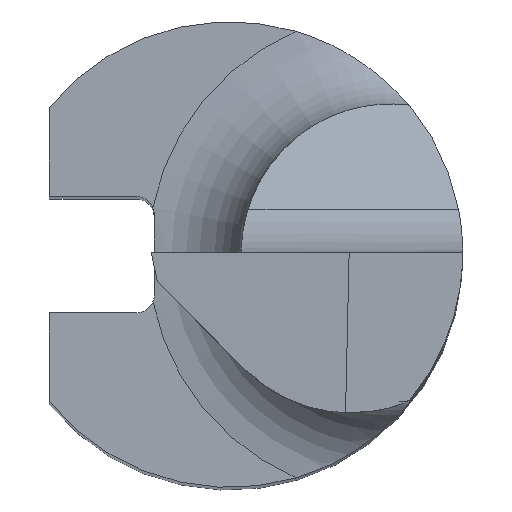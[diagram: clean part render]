
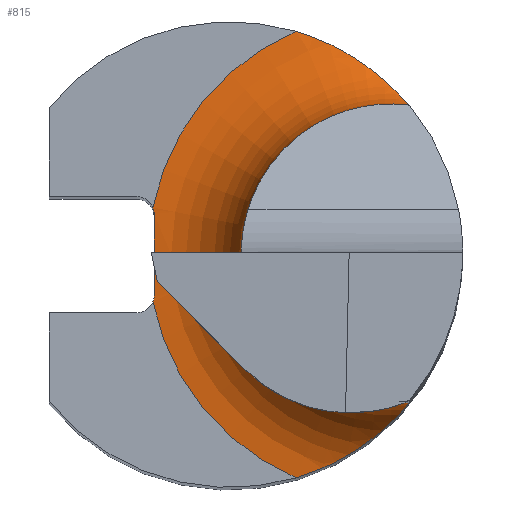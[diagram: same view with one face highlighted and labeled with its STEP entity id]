
A CAD part, top view. The second image highlights one B-rep face of the part: STEP entity #815.
In plain terms, the highlighted toroidal (fillet/blend) face has major radius 2.083 mm and minor radius 0.8 mm.
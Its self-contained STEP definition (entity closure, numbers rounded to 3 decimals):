
#4 = CARTESIAN_POINT ( 'NONE',  ( 0.818, 1.83, 14.013 ) ) ;
#8 = CARTESIAN_POINT ( 'NONE',  ( 1.044, 1.711, 14.071 ) ) ;
#12 = CARTESIAN_POINT ( 'NONE',  ( -0.65, -0.35, 14. ) ) ;
#34 = TOROIDAL_SURFACE ( 'NONE', #913, 2.082, 0.8 ) ;
#38 = CARTESIAN_POINT ( 'NONE',  ( -0.65, 0.35, 14. ) ) ;
#43 = DIRECTION ( 'NONE',  ( 0., 0., -1. ) ) ;
#56 = EDGE_CURVE ( 'NONE', #216, #594, #429, .T. ) ;
#86 = CARTESIAN_POINT ( 'NONE',  ( -0.65, -0.116, 14.001 ) ) ;
#109 = CARTESIAN_POINT ( 'NONE',  ( 1.512, -1.312, 14.539 ) ) ;
#124 = B_SPLINE_CURVE_WITH_KNOTS ( 'NONE', 3,
 ( #876, #169, #436, #12 ),
 .UNSPECIFIED., .F., .F.,
 ( 4, 4 ),
 ( 0., 0. ),
 .UNSPECIFIED. ) ;
#137 = EDGE_CURVE ( 'NONE', #594, #887, #460, .T. ) ;
#144 = CARTESIAN_POINT ( 'NONE',  ( 0.569, 1.917, 14. ) ) ;
#148 = CARTESIAN_POINT ( 'NONE',  ( 1.404, 1.427, 14.328 ) ) ;
#157 = CARTESIAN_POINT ( 'NONE',  ( -0.66, 0.405, 14. ) ) ;
#160 = EDGE_LOOP ( 'NONE', ( #856, #730, #455, #374, #621, #450, #262, #176 ) ) ;
#161 = CARTESIAN_POINT ( 'NONE',  ( -0.65, 0.35, 14. ) ) ;
#169 = CARTESIAN_POINT ( 'NONE',  ( -0.653, -0.387, 14. ) ) ;
#176 = ORIENTED_EDGE ( 'NONE', *, *, #741, .F. ) ;
#183 = CARTESIAN_POINT ( 'NONE',  ( 1.403, -1.427, 14.327 ) ) ;
#190 = CARTESIAN_POINT ( 'NONE',  ( 0.817, -1.83, 14.013 ) ) ;
#216 = VERTEX_POINT ( 'NONE', #285 ) ;
#218 = CARTESIAN_POINT ( 'NONE',  ( 0.696, 1.88, 14. ) ) ;
#262 = ORIENTED_EDGE ( 'NONE', *, *, #658, .T. ) ;
#264 = B_SPLINE_CURVE_WITH_KNOTS ( 'NONE', 3,
 ( #161, #727, #86, #372 ),
 .UNSPECIFIED., .F., .F.,
 ( 4, 4 ),
 ( 0.113, 0.887 ),
 .UNSPECIFIED. ) ;
#272 = CARTESIAN_POINT ( 'NONE',  ( 0.696, -1.88, 14. ) ) ;
#279 = CIRCLE ( 'NONE', #481, 2.082 ) ;
#285 = CARTESIAN_POINT ( 'NONE',  ( 0.569, -1.917, 14. ) ) ;
#297 = FACE_OUTER_BOUND ( 'NONE', #160, .T. ) ;
#321 = EDGE_CURVE ( 'NONE', #592, #878, #124, .T. ) ;
#324 = CARTESIAN_POINT ( 'NONE',  ( 1.543, 1.272, 14.8 ) ) ;
#334 = CARTESIAN_POINT ( 'NONE',  ( 1.543, -1.272, 14.8 ) ) ;
#356 = B_SPLINE_CURVE_WITH_KNOTS ( 'NONE', 3,
 ( #38, #554, #482, #834 ),
 .UNSPECIFIED., .F., .F.,
 ( 4, 4 ),
 ( 0., 0. ),
 .UNSPECIFIED. ) ;
#358 = CARTESIAN_POINT ( 'NONE',  ( 1.512, 1.312, 14.54 ) ) ;
#365 = DIRECTION ( 'NONE',  ( 0., 0., 1. ) ) ;
#369 = EDGE_CURVE ( 'NONE', #592, #216, #763, .T. ) ;
#372 = CARTESIAN_POINT ( 'NONE',  ( -0.65, -0.35, 14. ) ) ;
#374 = ORIENTED_EDGE ( 'NONE', *, *, #56, .T. ) ;
#377 = DIRECTION ( 'NONE',  ( 0., 0., 1. ) ) ;
#391 = CARTESIAN_POINT ( 'NONE',  ( 1.147, -1.642, 14.115 ) ) ;
#396 = EDGE_CURVE ( 'NONE', #887, #677, #808, .T. ) ;
#425 = CARTESIAN_POINT ( 'NONE',  ( 1.328, 1.5, 14.244 ) ) ;
#429 = B_SPLINE_CURVE_WITH_KNOTS ( 'NONE', 3,
 ( #477, #272, #190, #681, #391, #753, #183, #109, #700, #560 ),
 .UNSPECIFIED., .F., .F.,
 ( 4, 2, 2, 2, 4 ),
 ( 0., 0., 0.001, 0.001, 0.002 ),
 .UNSPECIFIED. ) ;
#436 = CARTESIAN_POINT ( 'NONE',  ( -0.65, -0.369, 14. ) ) ;
#450 = ORIENTED_EDGE ( 'NONE', *, *, #396, .T. ) ;
#455 = ORIENTED_EDGE ( 'NONE', *, *, #369, .T. ) ;
#460 = CIRCLE ( 'NONE', #780, 1.282 ) ;
#477 = CARTESIAN_POINT ( 'NONE',  ( 0.569, -1.917, 14. ) ) ;
#481 = AXIS2_PLACEMENT_3D ( 'NONE', #695, #625, #844 ) ;
#482 = CARTESIAN_POINT ( 'NONE',  ( -0.653, 0.387, 14. ) ) ;
#509 = CARTESIAN_POINT ( 'NONE',  ( 1.383, 0., 14. ) ) ;
#543 = CARTESIAN_POINT ( 'NONE',  ( 0.569, 1.917, 14. ) ) ;
#545 = AXIS2_PLACEMENT_3D ( 'NONE', #509, #377, #640 ) ;
#554 = CARTESIAN_POINT ( 'NONE',  ( -0.65, 0.369, 14. ) ) ;
#560 = CARTESIAN_POINT ( 'NONE',  ( 1.543, -1.272, 14.8 ) ) ;
#581 = DIRECTION ( 'NONE',  ( -1., 0., 0. ) ) ;
#592 = VERTEX_POINT ( 'NONE', #610 ) ;
#594 = VERTEX_POINT ( 'NONE', #334 ) ;
#610 = CARTESIAN_POINT ( 'NONE',  ( -0.66, -0.405, 14. ) ) ;
#621 = ORIENTED_EDGE ( 'NONE', *, *, #137, .T. ) ;
#625 = DIRECTION ( 'NONE',  ( 0., 0., 1. ) ) ;
#640 = DIRECTION ( 'NONE',  ( -1., 0., 0. ) ) ;
#652 = CARTESIAN_POINT ( 'NONE',  ( 1.543, 1.272, 14.8 ) ) ;
#658 = EDGE_CURVE ( 'NONE', #677, #792, #279, .T. ) ;
#677 = VERTEX_POINT ( 'NONE', #543 ) ;
#681 = CARTESIAN_POINT ( 'NONE',  ( 1.045, -1.71, 14.071 ) ) ;
#688 = CARTESIAN_POINT ( 'NONE',  ( -0.65, -0.35, 14. ) ) ;
#690 = CARTESIAN_POINT ( 'NONE',  ( 1.383, 0., 14.8 ) ) ;
#695 = CARTESIAN_POINT ( 'NONE',  ( 1.383, 0., 14. ) ) ;
#700 = CARTESIAN_POINT ( 'NONE',  ( 1.543, -1.272, 14.667 ) ) ;
#727 = CARTESIAN_POINT ( 'NONE',  ( -0.65, 0.116, 14.001 ) ) ;
#730 = ORIENTED_EDGE ( 'NONE', *, *, #321, .F. ) ;
#733 = CARTESIAN_POINT ( 'NONE',  ( -0.65, 0.35, 14. ) ) ;
#741 = EDGE_CURVE ( 'NONE', #767, #792, #356, .T. ) ;
#753 = CARTESIAN_POINT ( 'NONE',  ( 1.327, -1.501, 14.243 ) ) ;
#763 = CIRCLE ( 'NONE', #545, 2.082 ) ;
#767 = VERTEX_POINT ( 'NONE', #733 ) ;
#769 = DIRECTION ( 'NONE',  ( -1., 0., 0. ) ) ;
#780 = AXIS2_PLACEMENT_3D ( 'NONE', #690, #43, #769 ) ;
#786 = CARTESIAN_POINT ( 'NONE',  ( 1.149, 1.641, 14.116 ) ) ;
#790 = CARTESIAN_POINT ( 'NONE',  ( 1.543, 1.272, 14.667 ) ) ;
#792 = VERTEX_POINT ( 'NONE', #157 ) ;
#808 = B_SPLINE_CURVE_WITH_KNOTS ( 'NONE', 3,
 ( #652, #790, #358, #148, #425, #786, #8, #4, #218, #144 ),
 .UNSPECIFIED., .F., .F.,
 ( 4, 2, 2, 2, 4 ),
 ( 0., 0., 0.001, 0.001, 0.002 ),
 .UNSPECIFIED. ) ;
#815 = ADVANCED_FACE ( 'NONE', ( #297 ), #34, .F. ) ;
#834 = CARTESIAN_POINT ( 'NONE',  ( -0.66, 0.405, 14. ) ) ;
#840 = EDGE_CURVE ( 'NONE', #767, #878, #264, .T. ) ;
#844 = DIRECTION ( 'NONE',  ( -1., 0., 0. ) ) ;
#856 = ORIENTED_EDGE ( 'NONE', *, *, #840, .T. ) ;
#876 = CARTESIAN_POINT ( 'NONE',  ( -0.66, -0.405, 14. ) ) ;
#878 = VERTEX_POINT ( 'NONE', #688 ) ;
#880 = CARTESIAN_POINT ( 'NONE',  ( 1.383, 0., 14.8 ) ) ;
#887 = VERTEX_POINT ( 'NONE', #324 ) ;
#913 = AXIS2_PLACEMENT_3D ( 'NONE', #880, #365, #581 ) ;
